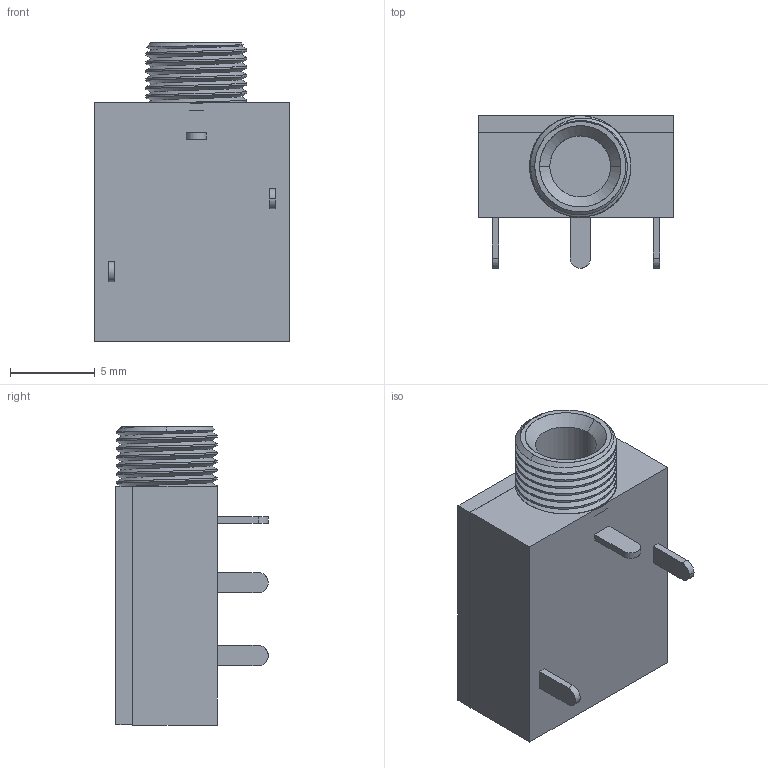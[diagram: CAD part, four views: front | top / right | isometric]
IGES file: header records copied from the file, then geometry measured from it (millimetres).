
Start section: SolidWorks IGES file using analytic representation for surfaces
Global section: file name: STX-3081-3C_rB2.IGS; native system: SolidWorks 2007; preprocessor: SolidWorks 2007; author: Patrick; date: 110818.082526; units: millimetre
Bounding box: 11.5 x 9 x 17.6 mm (x, y, z)
Surface area: 1307.2 mm2 (no closed solid volume)
Topology: 0 solids, 0 shells, 67 faces, 812 edges, 812 vertices
Faces by surface type: bspline 39, revolution 28
